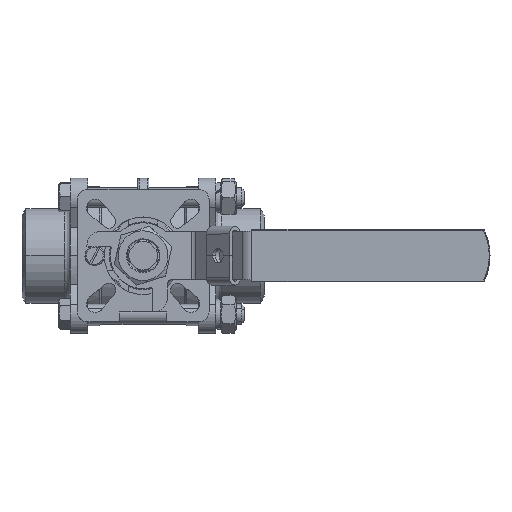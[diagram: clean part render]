
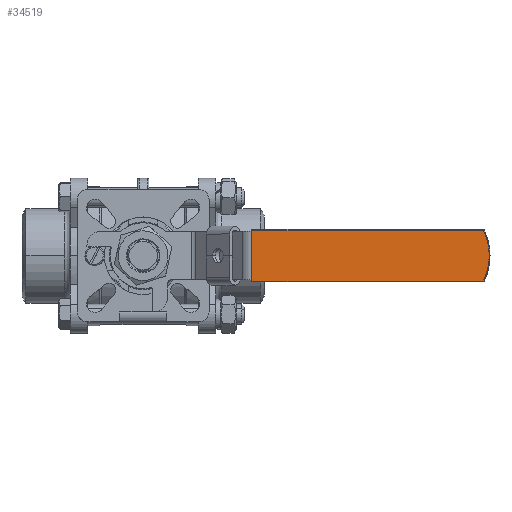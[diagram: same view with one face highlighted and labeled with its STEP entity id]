
A CAD part, top view. The second image highlights one B-rep face of the part: STEP entity #34519.
In plain terms, the highlighted planar face has unit normal (0, 0, 1).
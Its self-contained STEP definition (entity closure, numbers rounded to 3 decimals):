
#34479=CARTESIAN_POINT('',(115.807,0.,110.5));
#34480=DIRECTION('',(0.0,0.0,1.0));
#34481=DIRECTION('',(0.0,1.0,0.0));
#34482=AXIS2_PLACEMENT_3D('',#34479,#34480,#34481);
#34483=PLANE('',#34482);
#34484=CARTESIAN_POINT('',(56.128,13.1,110.5));
#34485=VERTEX_POINT('',#34484);
#34486=CARTESIAN_POINT('',(175.654,13.1,110.5));
#34487=VERTEX_POINT('',#34486);
#34488=CARTESIAN_POINT('',(56.128,13.1,110.5));
#34489=DIRECTION('',(1.0,0.0,0.0));
#34490=VECTOR('',#34489,119.526);
#34491=LINE('',#34488,#34490);
#34492=EDGE_CURVE('',#34485,#34487,#34491,.T.);
#34493=ORIENTED_EDGE('',*,*,#34492,.F.);
#34494=CARTESIAN_POINT('',(56.128,-13.1,110.5));
#34495=VERTEX_POINT('',#34494);
#34496=CARTESIAN_POINT('',(56.128,-13.1,110.5));
#34497=DIRECTION('',(0.0,1.0,0.0));
#34498=VECTOR('',#34497,26.2);
#34499=LINE('',#34496,#34498);
#34500=EDGE_CURVE('',#34495,#34485,#34499,.T.);
#34501=ORIENTED_EDGE('',*,*,#34500,.F.);
#34502=CARTESIAN_POINT('',(175.654,-13.1,110.5));
#34503=VERTEX_POINT('',#34502);
#34504=CARTESIAN_POINT('',(175.654,-13.1,110.5));
#34505=DIRECTION('',(-1.0,0.0,0.0));
#34506=VECTOR('',#34505,119.526);
#34507=LINE('',#34504,#34506);
#34508=EDGE_CURVE('',#34503,#34495,#34507,.T.);
#34509=ORIENTED_EDGE('',*,*,#34508,.F.);
#34510=CARTESIAN_POINT('',(148.,0.,110.5));
#34511=DIRECTION('',(0.0,0.0,-1.0));
#34512=DIRECTION('',(1.0,0.0,0.0));
#34513=AXIS2_PLACEMENT_3D('',#34510,#34511,#34512);
#34514=CIRCLE('',#34513,30.6);
#34515=EDGE_CURVE('',#34487,#34503,#34514,.T.);
#34516=ORIENTED_EDGE('',*,*,#34515,.F.);
#34517=EDGE_LOOP('',(#34493,#34501,#34509,#34516));
#34518=FACE_OUTER_BOUND('',#34517,.T.);
#34519=ADVANCED_FACE('',(#34518),#34483,.T.);
